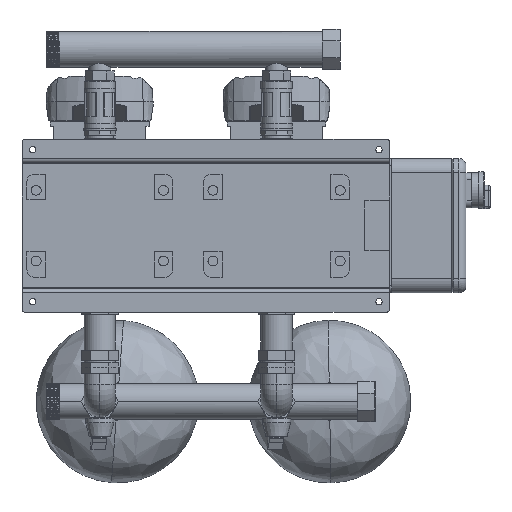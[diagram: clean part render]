
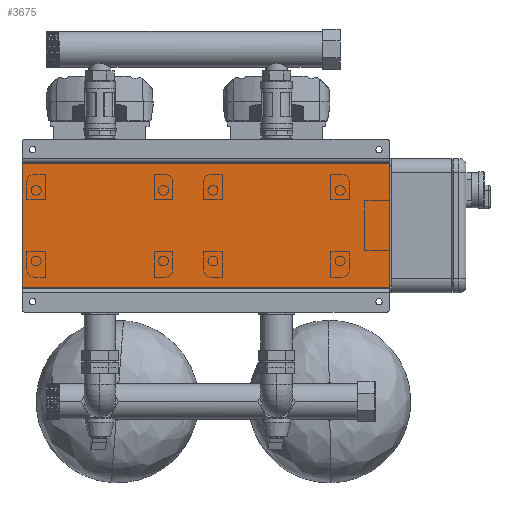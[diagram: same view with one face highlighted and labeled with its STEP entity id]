
A CAD part, front view. The second image highlights one B-rep face of the part: STEP entity #3675.
In plain terms, the highlighted planar face has unit normal (0, -1, 0).
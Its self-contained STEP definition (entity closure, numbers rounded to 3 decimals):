
#2532 = VERTEX_POINT ( 'NONE', #134498 ) ;
#3675 = ADVANCED_FACE ( 'NONE', ( #6231 ), #137766, .F. ) ;
#6231 = FACE_OUTER_BOUND ( 'NONE', #91546, .T. ) ;
#8720 = VECTOR ( 'NONE', #137373, 1000. ) ;
#14489 = ORIENTED_EDGE ( 'NONE', *, *, #162928, .F. ) ;
#25405 = EDGE_CURVE ( 'NONE', #157299, #134423, #98324, .T. ) ;
#34454 = CARTESIAN_POINT ( 'NONE',  ( 260., 47., 87.5 ) ) ;
#41578 = VECTOR ( 'NONE', #164042, 1000. ) ;
#57473 = ORIENTED_EDGE ( 'NONE', *, *, #129188, .T. ) ;
#75094 = LINE ( 'NONE', #167237, #80336 ) ;
#76665 = VECTOR ( 'NONE', #156418, 1000. ) ;
#80336 = VECTOR ( 'NONE', #98901, 1000. ) ;
#82085 = LINE ( 'NONE', #97076, #8720 ) ;
#86844 = DIRECTION ( 'NONE',  ( 0., 0., 1. ) ) ;
#91546 = EDGE_LOOP ( 'NONE', ( #142638, #14489, #109633, #57473 ) ) ;
#92554 = AXIS2_PLACEMENT_3D ( 'NONE', #151818, #153576, #86844 ) ;
#96169 = CARTESIAN_POINT ( 'NONE',  ( -260., 47., -87.5 ) ) ;
#97076 = CARTESIAN_POINT ( 'NONE',  ( 260., 47., 87.5 ) ) ;
#98324 = LINE ( 'NONE', #110522, #41578 ) ;
#98901 = DIRECTION ( 'NONE',  ( -1., 0., 0. ) ) ;
#109633 = ORIENTED_EDGE ( 'NONE', *, *, #132142, .F. ) ;
#110522 = CARTESIAN_POINT ( 'NONE',  ( -260., 47., -87.5 ) ) ;
#112816 = VERTEX_POINT ( 'NONE', #114776 ) ;
#114776 = CARTESIAN_POINT ( 'NONE',  ( 260., 47., 87.5 ) ) ;
#127342 = LINE ( 'NONE', #34454, #76665 ) ;
#129188 = EDGE_CURVE ( 'NONE', #112816, #157299, #82085, .T. ) ;
#132142 = EDGE_CURVE ( 'NONE', #112816, #2532, #127342, .T. ) ;
#134423 = VERTEX_POINT ( 'NONE', #96169 ) ;
#134498 = CARTESIAN_POINT ( 'NONE',  ( 260., 47., -87.5 ) ) ;
#137373 = DIRECTION ( 'NONE',  ( -1., 0., 0. ) ) ;
#137766 = PLANE ( 'NONE',  #92554 ) ;
#140187 = CARTESIAN_POINT ( 'NONE',  ( -260., 47., 87.5 ) ) ;
#142638 = ORIENTED_EDGE ( 'NONE', *, *, #25405, .T. ) ;
#151818 = CARTESIAN_POINT ( 'NONE',  ( 260., 47., -87.5 ) ) ;
#153576 = DIRECTION ( 'NONE',  ( 0., 1., 0. ) ) ;
#156418 = DIRECTION ( 'NONE',  ( 0., 0., -1. ) ) ;
#157299 = VERTEX_POINT ( 'NONE', #140187 ) ;
#162928 = EDGE_CURVE ( 'NONE', #2532, #134423, #75094, .T. ) ;
#164042 = DIRECTION ( 'NONE',  ( 0., 0., -1. ) ) ;
#167237 = CARTESIAN_POINT ( 'NONE',  ( 260., 47., -87.5 ) ) ;
